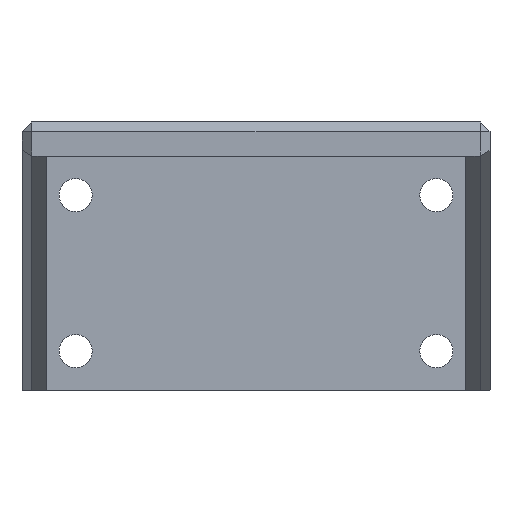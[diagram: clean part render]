
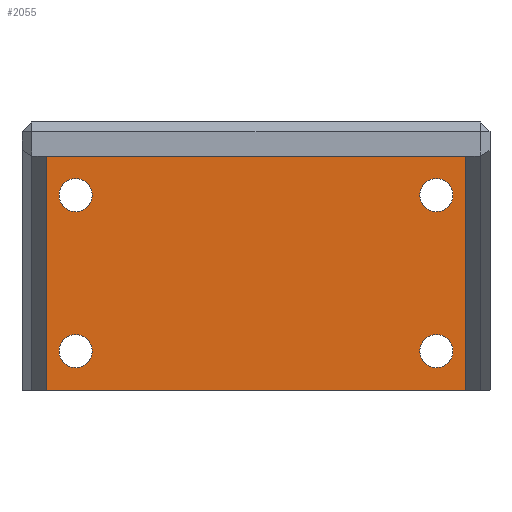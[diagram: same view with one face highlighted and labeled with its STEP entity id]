
A CAD part, front view. The second image highlights one B-rep face of the part: STEP entity #2055.
In plain terms, the highlighted planar face has unit normal (0, -1, 0).
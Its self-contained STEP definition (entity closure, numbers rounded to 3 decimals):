
#215 = PLANE('',#216);
#216 = AXIS2_PLACEMENT_3D('',#217,#218,#219);
#217 = CARTESIAN_POINT('',(-24.,18.8,-20.));
#218 = DIRECTION('',(0.,0.,1.));
#219 = DIRECTION('',(0.,1.,0.));
#345 = CYLINDRICAL_SURFACE('',#346,1.7);
#346 = AXIS2_PLACEMENT_3D('',#347,#348,#349);
#347 = CARTESIAN_POINT('',(-18.5,12.,0.));
#348 = DIRECTION('',(0.,1.,0.));
#349 = DIRECTION('',(1.,0.,0.));
#376 = CYLINDRICAL_SURFACE('',#377,1.7);
#377 = AXIS2_PLACEMENT_3D('',#378,#379,#380);
#378 = CARTESIAN_POINT('',(18.5,12.,0.));
#379 = DIRECTION('',(0.,1.,0.));
#380 = DIRECTION('',(1.,0.,0.));
#407 = CYLINDRICAL_SURFACE('',#408,1.7);
#408 = AXIS2_PLACEMENT_3D('',#409,#410,#411);
#409 = CARTESIAN_POINT('',(-18.5,12.,-16.));
#410 = DIRECTION('',(0.,1.,0.));
#411 = DIRECTION('',(1.,0.,0.));
#438 = CYLINDRICAL_SURFACE('',#439,1.7);
#439 = AXIS2_PLACEMENT_3D('',#440,#441,#442);
#440 = CARTESIAN_POINT('',(18.5,12.,-16.));
#441 = DIRECTION('',(0.,1.,0.));
#442 = DIRECTION('',(1.,0.,0.));
#817 = VERTEX_POINT('',#818);
#818 = CARTESIAN_POINT('',(-21.5,19.3,-20.));
#832 = PLANE('',#833);
#833 = AXIS2_PLACEMENT_3D('',#834,#835,#836);
#834 = CARTESIAN_POINT('',(-21.5,-26.7,-26.));
#835 = DIRECTION('',(1.,0.,0.));
#836 = DIRECTION('',(0.,0.,1.));
#844 = EDGE_CURVE('',#845,#817,#847,.T.);
#845 = VERTEX_POINT('',#846);
#846 = CARTESIAN_POINT('',(21.5,19.3,-20.));
#847 = SURFACE_CURVE('',#848,(#852,#859),.PCURVE_S1.);
#848 = LINE('',#849,#850);
#849 = CARTESIAN_POINT('',(-22.75,19.3,-20.));
#850 = VECTOR('',#851,1.);
#851 = DIRECTION('',(-1.,0.,0.));
#852 = PCURVE('',#215,#853);
#853 = DEFINITIONAL_REPRESENTATION('',(#854),#858);
#854 = LINE('',#855,#856);
#855 = CARTESIAN_POINT('',(0.5,-1.25));
#856 = VECTOR('',#857,1.);
#857 = DIRECTION('',(0.,1.));
#858 = ( GEOMETRIC_REPRESENTATION_CONTEXT(2) 
PARAMETRIC_REPRESENTATION_CONTEXT() REPRESENTATION_CONTEXT('2D SPACE',''
  ) );
#859 = PCURVE('',#860,#865);
#860 = PLANE('',#861);
#861 = AXIS2_PLACEMENT_3D('',#862,#863,#864);
#862 = CARTESIAN_POINT('',(-21.5,19.3,-26.));
#863 = DIRECTION('',(0.,1.,0.));
#864 = DIRECTION('',(0.,0.,1.));
#865 = DEFINITIONAL_REPRESENTATION('',(#866),#870);
#866 = LINE('',#867,#868);
#867 = CARTESIAN_POINT('',(6.,-1.25));
#868 = VECTOR('',#869,1.);
#869 = DIRECTION('',(0.,-1.));
#870 = ( GEOMETRIC_REPRESENTATION_CONTEXT(2) 
PARAMETRIC_REPRESENTATION_CONTEXT() REPRESENTATION_CONTEXT('2D SPACE',''
  ) );
#888 = PLANE('',#889);
#889 = AXIS2_PLACEMENT_3D('',#890,#891,#892);
#890 = CARTESIAN_POINT('',(21.5,-26.7,-26.));
#891 = DIRECTION('',(1.,0.,0.));
#892 = DIRECTION('',(0.,0.,1.));
#1585 = VERTEX_POINT('',#1586);
#1586 = CARTESIAN_POINT('',(-16.8,19.3,0.));
#1607 = EDGE_CURVE('',#1585,#1585,#1608,.T.);
#1608 = SURFACE_CURVE('',#1609,(#1614,#1621),.PCURVE_S1.);
#1609 = CIRCLE('',#1610,1.7);
#1610 = AXIS2_PLACEMENT_3D('',#1611,#1612,#1613);
#1611 = CARTESIAN_POINT('',(-18.5,19.3,0.));
#1612 = DIRECTION('',(-0.,1.,0.));
#1613 = DIRECTION('',(1.,0.,0.));
#1614 = PCURVE('',#345,#1615);
#1615 = DEFINITIONAL_REPRESENTATION('',(#1616),#1620);
#1616 = LINE('',#1617,#1618);
#1617 = CARTESIAN_POINT('',(0.,7.3));
#1618 = VECTOR('',#1619,1.);
#1619 = DIRECTION('',(1.,0.));
#1620 = ( GEOMETRIC_REPRESENTATION_CONTEXT(2) 
PARAMETRIC_REPRESENTATION_CONTEXT() REPRESENTATION_CONTEXT('2D SPACE',''
  ) );
#1621 = PCURVE('',#860,#1622);
#1622 = DEFINITIONAL_REPRESENTATION('',(#1623),#1627);
#1623 = CIRCLE('',#1624,1.7);
#1624 = AXIS2_PLACEMENT_2D('',#1625,#1626);
#1625 = CARTESIAN_POINT('',(26.,3.));
#1626 = DIRECTION('',(0.,1.));
#1627 = ( GEOMETRIC_REPRESENTATION_CONTEXT(2) 
PARAMETRIC_REPRESENTATION_CONTEXT() REPRESENTATION_CONTEXT('2D SPACE',''
  ) );
#1635 = VERTEX_POINT('',#1636);
#1636 = CARTESIAN_POINT('',(20.2,19.3,0.));
#1657 = EDGE_CURVE('',#1635,#1635,#1658,.T.);
#1658 = SURFACE_CURVE('',#1659,(#1664,#1671),.PCURVE_S1.);
#1659 = CIRCLE('',#1660,1.7);
#1660 = AXIS2_PLACEMENT_3D('',#1661,#1662,#1663);
#1661 = CARTESIAN_POINT('',(18.5,19.3,0.));
#1662 = DIRECTION('',(-0.,1.,0.));
#1663 = DIRECTION('',(1.,0.,0.));
#1664 = PCURVE('',#376,#1665);
#1665 = DEFINITIONAL_REPRESENTATION('',(#1666),#1670);
#1666 = LINE('',#1667,#1668);
#1667 = CARTESIAN_POINT('',(0.,7.3));
#1668 = VECTOR('',#1669,1.);
#1669 = DIRECTION('',(1.,0.));
#1670 = ( GEOMETRIC_REPRESENTATION_CONTEXT(2) 
PARAMETRIC_REPRESENTATION_CONTEXT() REPRESENTATION_CONTEXT('2D SPACE',''
  ) );
#1671 = PCURVE('',#860,#1672);
#1672 = DEFINITIONAL_REPRESENTATION('',(#1673),#1677);
#1673 = CIRCLE('',#1674,1.7);
#1674 = AXIS2_PLACEMENT_2D('',#1675,#1676);
#1675 = CARTESIAN_POINT('',(26.,40.));
#1676 = DIRECTION('',(0.,1.));
#1677 = ( GEOMETRIC_REPRESENTATION_CONTEXT(2) 
PARAMETRIC_REPRESENTATION_CONTEXT() REPRESENTATION_CONTEXT('2D SPACE',''
  ) );
#1685 = VERTEX_POINT('',#1686);
#1686 = CARTESIAN_POINT('',(-16.8,19.3,-16.));
#1707 = EDGE_CURVE('',#1685,#1685,#1708,.T.);
#1708 = SURFACE_CURVE('',#1709,(#1714,#1721),.PCURVE_S1.);
#1709 = CIRCLE('',#1710,1.7);
#1710 = AXIS2_PLACEMENT_3D('',#1711,#1712,#1713);
#1711 = CARTESIAN_POINT('',(-18.5,19.3,-16.));
#1712 = DIRECTION('',(-0.,1.,0.));
#1713 = DIRECTION('',(1.,0.,0.));
#1714 = PCURVE('',#407,#1715);
#1715 = DEFINITIONAL_REPRESENTATION('',(#1716),#1720);
#1716 = LINE('',#1717,#1718);
#1717 = CARTESIAN_POINT('',(0.,7.3));
#1718 = VECTOR('',#1719,1.);
#1719 = DIRECTION('',(1.,0.));
#1720 = ( GEOMETRIC_REPRESENTATION_CONTEXT(2) 
PARAMETRIC_REPRESENTATION_CONTEXT() REPRESENTATION_CONTEXT('2D SPACE',''
  ) );
#1721 = PCURVE('',#860,#1722);
#1722 = DEFINITIONAL_REPRESENTATION('',(#1723),#1727);
#1723 = CIRCLE('',#1724,1.7);
#1724 = AXIS2_PLACEMENT_2D('',#1725,#1726);
#1725 = CARTESIAN_POINT('',(10.,3.));
#1726 = DIRECTION('',(0.,1.));
#1727 = ( GEOMETRIC_REPRESENTATION_CONTEXT(2) 
PARAMETRIC_REPRESENTATION_CONTEXT() REPRESENTATION_CONTEXT('2D SPACE',''
  ) );
#1735 = VERTEX_POINT('',#1736);
#1736 = CARTESIAN_POINT('',(20.2,19.3,-16.));
#1757 = EDGE_CURVE('',#1735,#1735,#1758,.T.);
#1758 = SURFACE_CURVE('',#1759,(#1764,#1771),.PCURVE_S1.);
#1759 = CIRCLE('',#1760,1.7);
#1760 = AXIS2_PLACEMENT_3D('',#1761,#1762,#1763);
#1761 = CARTESIAN_POINT('',(18.5,19.3,-16.));
#1762 = DIRECTION('',(-0.,1.,0.));
#1763 = DIRECTION('',(1.,0.,0.));
#1764 = PCURVE('',#438,#1765);
#1765 = DEFINITIONAL_REPRESENTATION('',(#1766),#1770);
#1766 = LINE('',#1767,#1768);
#1767 = CARTESIAN_POINT('',(0.,7.3));
#1768 = VECTOR('',#1769,1.);
#1769 = DIRECTION('',(1.,0.));
#1770 = ( GEOMETRIC_REPRESENTATION_CONTEXT(2) 
PARAMETRIC_REPRESENTATION_CONTEXT() REPRESENTATION_CONTEXT('2D SPACE',''
  ) );
#1771 = PCURVE('',#860,#1772);
#1772 = DEFINITIONAL_REPRESENTATION('',(#1773),#1777);
#1773 = CIRCLE('',#1774,1.7);
#1774 = AXIS2_PLACEMENT_2D('',#1775,#1776);
#1775 = CARTESIAN_POINT('',(10.,40.));
#1776 = DIRECTION('',(0.,1.));
#1777 = ( GEOMETRIC_REPRESENTATION_CONTEXT(2) 
PARAMETRIC_REPRESENTATION_CONTEXT() REPRESENTATION_CONTEXT('2D SPACE',''
  ) );
#1848 = PLANE('',#1849);
#1849 = AXIS2_PLACEMENT_3D('',#1850,#1851,#1852);
#1850 = CARTESIAN_POINT('',(0.,-1.7,4.));
#1851 = DIRECTION('',(-0.,-0.,-1.));
#1852 = DIRECTION('',(-1.,0.,0.));
#2011 = EDGE_CURVE('',#817,#2012,#2014,.T.);
#2012 = VERTEX_POINT('',#2013);
#2013 = CARTESIAN_POINT('',(-21.5,19.3,4.));
#2014 = SURFACE_CURVE('',#2015,(#2019,#2026),.PCURVE_S1.);
#2015 = LINE('',#2016,#2017);
#2016 = CARTESIAN_POINT('',(-21.5,19.3,-26.));
#2017 = VECTOR('',#2018,1.);
#2018 = DIRECTION('',(0.,0.,1.));
#2019 = PCURVE('',#832,#2020);
#2020 = DEFINITIONAL_REPRESENTATION('',(#2021),#2025);
#2021 = LINE('',#2022,#2023);
#2022 = CARTESIAN_POINT('',(0.,-46.));
#2023 = VECTOR('',#2024,1.);
#2024 = DIRECTION('',(1.,0.));
#2025 = ( GEOMETRIC_REPRESENTATION_CONTEXT(2) 
PARAMETRIC_REPRESENTATION_CONTEXT() REPRESENTATION_CONTEXT('2D SPACE',''
  ) );
#2026 = PCURVE('',#860,#2027);
#2027 = DEFINITIONAL_REPRESENTATION('',(#2028),#2032);
#2028 = LINE('',#2029,#2030);
#2029 = CARTESIAN_POINT('',(0.,0.));
#2030 = VECTOR('',#2031,1.);
#2031 = DIRECTION('',(1.,0.));
#2032 = ( GEOMETRIC_REPRESENTATION_CONTEXT(2) 
PARAMETRIC_REPRESENTATION_CONTEXT() REPRESENTATION_CONTEXT('2D SPACE',''
  ) );
#2055 = ADVANCED_FACE('',(#2056,#2102,#2105,#2108,#2111),#860,.F.);
#2056 = FACE_BOUND('',#2057,.F.);
#2057 = EDGE_LOOP('',(#2058,#2081,#2082,#2083));
#2058 = ORIENTED_EDGE('',*,*,#2059,.F.);
#2059 = EDGE_CURVE('',#845,#2060,#2062,.T.);
#2060 = VERTEX_POINT('',#2061);
#2061 = CARTESIAN_POINT('',(21.5,19.3,4.));
#2062 = SURFACE_CURVE('',#2063,(#2067,#2074),.PCURVE_S1.);
#2063 = LINE('',#2064,#2065);
#2064 = CARTESIAN_POINT('',(21.5,19.3,-26.));
#2065 = VECTOR('',#2066,1.);
#2066 = DIRECTION('',(0.,0.,1.));
#2067 = PCURVE('',#860,#2068);
#2068 = DEFINITIONAL_REPRESENTATION('',(#2069),#2073);
#2069 = LINE('',#2070,#2071);
#2070 = CARTESIAN_POINT('',(0.,43.));
#2071 = VECTOR('',#2072,1.);
#2072 = DIRECTION('',(1.,0.));
#2073 = ( GEOMETRIC_REPRESENTATION_CONTEXT(2) 
PARAMETRIC_REPRESENTATION_CONTEXT() REPRESENTATION_CONTEXT('2D SPACE',''
  ) );
#2074 = PCURVE('',#888,#2075);
#2075 = DEFINITIONAL_REPRESENTATION('',(#2076),#2080);
#2076 = LINE('',#2077,#2078);
#2077 = CARTESIAN_POINT('',(0.,-46.));
#2078 = VECTOR('',#2079,1.);
#2079 = DIRECTION('',(1.,0.));
#2080 = ( GEOMETRIC_REPRESENTATION_CONTEXT(2) 
PARAMETRIC_REPRESENTATION_CONTEXT() REPRESENTATION_CONTEXT('2D SPACE',''
  ) );
#2081 = ORIENTED_EDGE('',*,*,#844,.T.);
#2082 = ORIENTED_EDGE('',*,*,#2011,.T.);
#2083 = ORIENTED_EDGE('',*,*,#2084,.T.);
#2084 = EDGE_CURVE('',#2012,#2060,#2085,.T.);
#2085 = SURFACE_CURVE('',#2086,(#2090,#2096),.PCURVE_S1.);
#2086 = LINE('',#2087,#2088);
#2087 = CARTESIAN_POINT('',(-10.75,19.3,4.));
#2088 = VECTOR('',#2089,1.);
#2089 = DIRECTION('',(1.,0.,0.));
#2090 = PCURVE('',#860,#2091);
#2091 = DEFINITIONAL_REPRESENTATION('',(#2092),#2095);
#2092 = B_SPLINE_CURVE_WITH_KNOTS('',1,(#2093,#2094),.UNSPECIFIED.,.F.,
  .F.,(2,2),(-10.75,32.25),.PIECEWISE_BEZIER_KNOTS.);
#2093 = CARTESIAN_POINT('',(30.,0.));
#2094 = CARTESIAN_POINT('',(30.,43.));
#2095 = ( GEOMETRIC_REPRESENTATION_CONTEXT(2) 
PARAMETRIC_REPRESENTATION_CONTEXT() REPRESENTATION_CONTEXT('2D SPACE',''
  ) );
#2096 = PCURVE('',#1848,#2097);
#2097 = DEFINITIONAL_REPRESENTATION('',(#2098),#2101);
#2098 = B_SPLINE_CURVE_WITH_KNOTS('',1,(#2099,#2100),.UNSPECIFIED.,.F.,
  .F.,(2,2),(-10.75,32.25),.PIECEWISE_BEZIER_KNOTS.);
#2099 = CARTESIAN_POINT('',(21.5,21.));
#2100 = CARTESIAN_POINT('',(-21.5,21.));
#2101 = ( GEOMETRIC_REPRESENTATION_CONTEXT(2) 
PARAMETRIC_REPRESENTATION_CONTEXT() REPRESENTATION_CONTEXT('2D SPACE',''
  ) );
#2102 = FACE_BOUND('',#2103,.F.);
#2103 = EDGE_LOOP('',(#2104));
#2104 = ORIENTED_EDGE('',*,*,#1707,.F.);
#2105 = FACE_BOUND('',#2106,.F.);
#2106 = EDGE_LOOP('',(#2107));
#2107 = ORIENTED_EDGE('',*,*,#1607,.F.);
#2108 = FACE_BOUND('',#2109,.F.);
#2109 = EDGE_LOOP('',(#2110));
#2110 = ORIENTED_EDGE('',*,*,#1757,.F.);
#2111 = FACE_BOUND('',#2112,.F.);
#2112 = EDGE_LOOP('',(#2113));
#2113 = ORIENTED_EDGE('',*,*,#1657,.F.);
